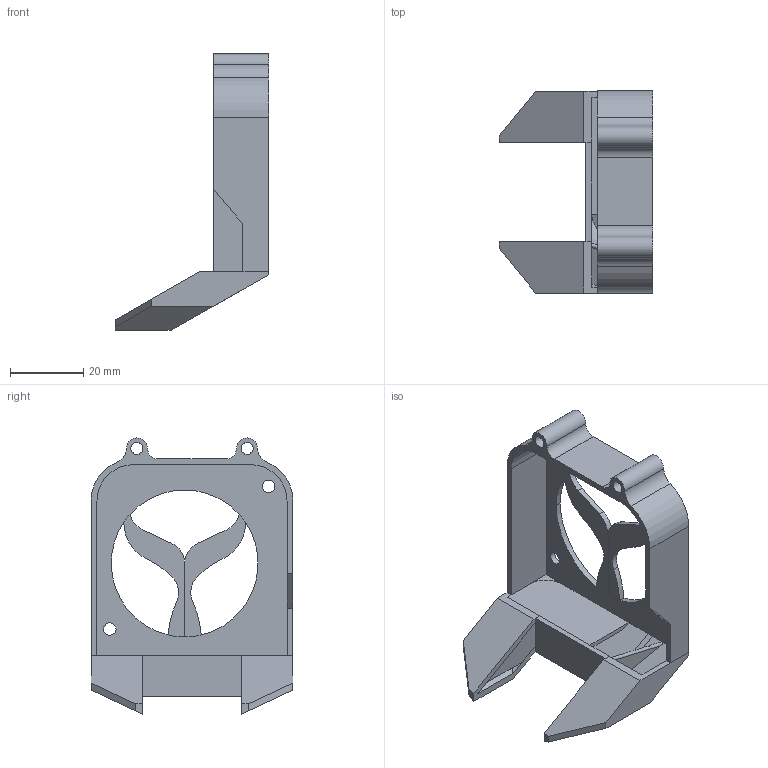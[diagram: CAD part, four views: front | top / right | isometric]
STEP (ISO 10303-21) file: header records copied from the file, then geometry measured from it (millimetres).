
FILE_DESCRIPTION(('FreeCAD Model'),'2;1');
FILE_NAME('Open CASCADE Shape Model','2023-08-24T10:32:42',(''),(''), 'Open CASCADE STEP processor 7.6','FreeCAD','Unknown');
FILE_SCHEMA(('AUTOMOTIVE_DESIGN { 1 0 10303 214 1 1 1 1 }'));
Length unit declared in the file: millimetre
Products named in the file (1): 合并上下
Bounding box: 41.77 x 55 x 75.25 mm (x, y, z)
Volume: 12314.5 mm3; surface area: 16102.1 mm2
Topology: 1 solids, 1 shells, 112 faces, 314 edges, 196 vertices
Faces by surface type: plane 75, cylinder 35, extrusion 2
Full cylindrical faces by diameter (mm): 3.3 x2, 3.4 x2
Entity records: 8778 total; most frequent: CARTESIAN_POINT 2461, DIRECTION 1197, VECTOR 742, LINE 740, ORIENTED_EDGE 634, PCURVE 628, DEFINITIONAL_REPRESENTATION 628, EDGE_CURVE 314
